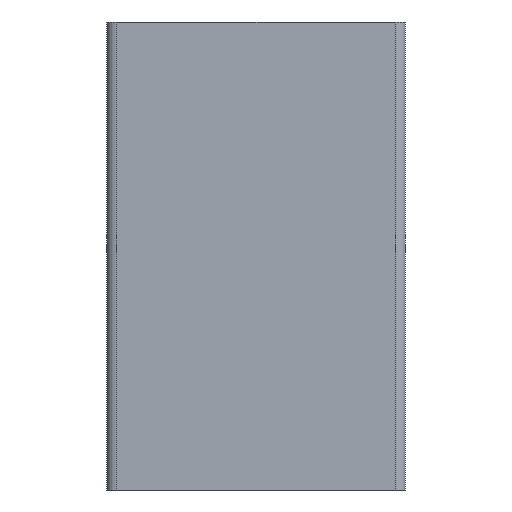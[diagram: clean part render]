
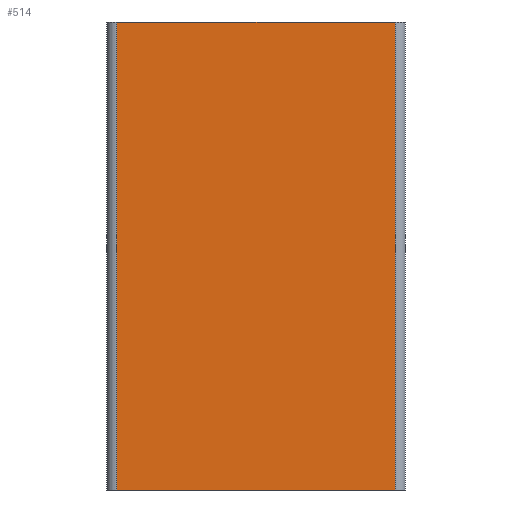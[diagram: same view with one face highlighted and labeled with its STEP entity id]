
A CAD part, left-side view. The second image highlights one B-rep face of the part: STEP entity #514.
In plain terms, the highlighted planar face has unit normal (-1, 0, 0).
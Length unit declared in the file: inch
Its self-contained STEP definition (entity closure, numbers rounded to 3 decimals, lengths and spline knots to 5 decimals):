
#36=FACE_OUTER_BOUND('',#66,.T.);
#66=EDGE_LOOP('',(#374,#375,#376,#377));
#100=LINE('',#755,#164);
#102=LINE('',#761,#166);
#110=LINE('',#779,#174);
#111=LINE('',#780,#175);
#164=VECTOR('',#611,0.047);
#166=VECTOR('',#617,0.028);
#174=VECTOR('',#629,0.028);
#175=VECTOR('',#630,0.047);
#225=VERTEX_POINT('',#752);
#226=VERTEX_POINT('',#754);
#228=VERTEX_POINT('',#760);
#236=VERTEX_POINT('',#778);
#277=EDGE_CURVE('',#225,#226,#100,.T.);
#280=EDGE_CURVE('',#226,#228,#102,.T.);
#289=EDGE_CURVE('',#236,#225,#110,.T.);
#290=EDGE_CURVE('',#228,#236,#111,.T.);
#374=ORIENTED_EDGE('',*,*,#277,.F.);
#375=ORIENTED_EDGE('',*,*,#289,.F.);
#376=ORIENTED_EDGE('',*,*,#290,.F.);
#377=ORIENTED_EDGE('',*,*,#280,.F.);
#487=PLANE('',#554);
#514=ADVANCED_FACE('',(#36),#487,.T.);
#554=AXIS2_PLACEMENT_3D('',#777,#627,#628);
#611=DIRECTION('',(0.,0.,-1.));
#617=DIRECTION('',(0.,1.,0.));
#627=DIRECTION('center_axis',(-1.,0.,0.));
#628=DIRECTION('ref_axis',(0.,-1.,0.));
#629=DIRECTION('',(0.,-1.,0.));
#630=DIRECTION('',(0.,0.,1.));
#752=CARTESIAN_POINT('',(-0.0395,0.001,0.0235));
#754=CARTESIAN_POINT('',(-0.0395,0.001,-0.0235));
#755=CARTESIAN_POINT('',(-0.0395,0.001,0.));
#760=CARTESIAN_POINT('',(-0.0395,0.029,-0.0235));
#761=CARTESIAN_POINT('',(-0.0395,0.03,-0.0235));
#777=CARTESIAN_POINT('Origin',(-0.0395,0.03,0.));
#778=CARTESIAN_POINT('',(-0.0395,0.029,0.0235));
#779=CARTESIAN_POINT('',(-0.0395,0.03,0.0235));
#780=CARTESIAN_POINT('',(-0.0395,0.029,0.));
